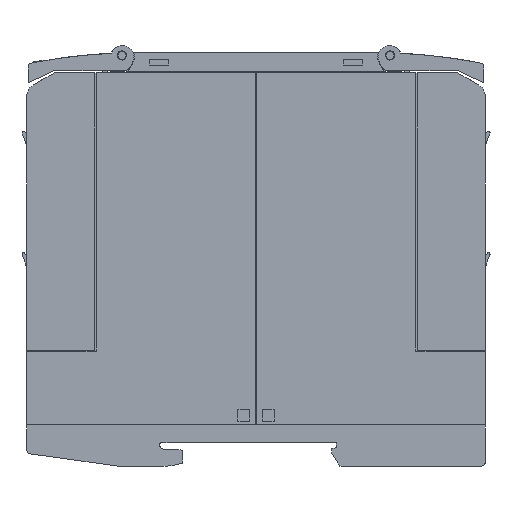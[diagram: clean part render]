
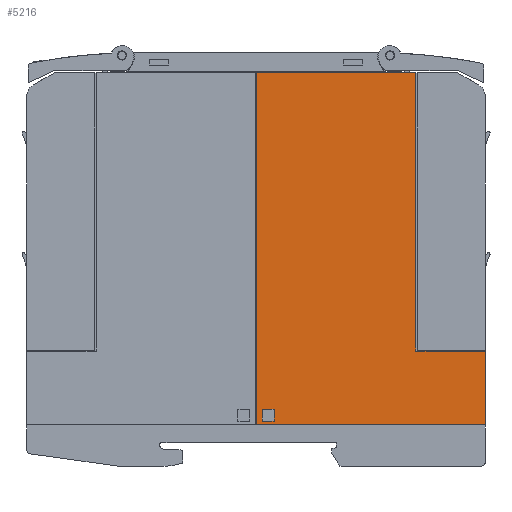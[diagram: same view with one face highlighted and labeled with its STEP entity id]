
A CAD part, left-side view. The second image highlights one B-rep face of the part: STEP entity #5216.
In plain terms, the highlighted planar face has unit normal (-1, 0, 0).
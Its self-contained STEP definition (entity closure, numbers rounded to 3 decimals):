
#5216=ADVANCED_FACE('',(#10608,#10609),#10610,.T.);
#10608=FACE_BOUND('',#16070,.T.);
#10609=FACE_OUTER_BOUND('',#16071,.T.);
#10610=PLANE('',#16072);
#16070=EDGE_LOOP('',(#32788,#32789,#32790,#32791));
#16071=EDGE_LOOP('',(#32792,#32793,#32794,#32795,#32796,#32797));
#16072=AXIS2_PLACEMENT_3D('',#32798,#32799,#32800);
#32788=ORIENTED_EDGE('',*,*,#40022,.T.);
#32789=ORIENTED_EDGE('',*,*,#39998,.T.);
#32790=ORIENTED_EDGE('',*,*,#40006,.T.);
#32791=ORIENTED_EDGE('',*,*,#40019,.T.);
#32792=ORIENTED_EDGE('',*,*,#33999,.T.);
#32793=ORIENTED_EDGE('',*,*,#40024,.T.);
#32794=ORIENTED_EDGE('',*,*,#40032,.T.);
#32795=ORIENTED_EDGE('',*,*,#40012,.F.);
#32796=ORIENTED_EDGE('',*,*,#40033,.T.);
#32797=ORIENTED_EDGE('',*,*,#40028,.T.);
#32798=CARTESIAN_POINT('',(0.0,25.98,9.001));
#32799=DIRECTION('',(-1.0,0.0,0.0));
#32800=DIRECTION('',(0.0,-1.0,0.0));
#33999=EDGE_CURVE('',#41112,#41116,#41118,.T.);
#39998=EDGE_CURVE('',#50039,#50037,#50040,.T.);
#40006=EDGE_CURVE('',#50037,#50048,#50050,.T.);
#40012=EDGE_CURVE('',#50059,#50061,#50062,.T.);
#40019=EDGE_CURVE('',#50048,#50071,#50073,.T.);
#40022=EDGE_CURVE('',#50071,#50039,#50076,.T.);
#40024=EDGE_CURVE('',#41116,#50078,#50079,.T.);
#40028=EDGE_CURVE('',#50084,#41112,#50085,.T.);
#40032=EDGE_CURVE('',#50078,#50061,#50090,.T.);
#40033=EDGE_CURVE('',#50059,#50084,#50091,.T.);
#41112=VERTEX_POINT('',#51755);
#41116=VERTEX_POINT('',#51761);
#41118=LINE('',#51764,#51765);
#50037=VERTEX_POINT('',#65069);
#50039=VERTEX_POINT('',#65072);
#50040=LINE('',#65073,#65074);
#50048=VERTEX_POINT('',#65086);
#50050=LINE('',#65089,#65090);
#50059=VERTEX_POINT('',#65102);
#50061=VERTEX_POINT('',#65105);
#50062=LINE('',#65106,#65107);
#50071=VERTEX_POINT('',#65120);
#50073=LINE('',#65123,#65124);
#50076=LINE('',#65128,#65129);
#50078=VERTEX_POINT('',#65131);
#50079=LINE('',#65132,#65133);
#50084=VERTEX_POINT('',#65140);
#50085=LINE('',#65141,#65142);
#50090=LINE('',#65149,#65150);
#50091=LINE('',#65151,#65152);
#51755=CARTESIAN_POINT('',(0.0,1.03,25.101));
#51761=CARTESIAN_POINT('',(0.0,16.13,25.101));
#51764=CARTESIAN_POINT('',(0.0,17.255,25.101));
#51765=VECTOR('',#66144,1.0);
#65069=CARTESIAN_POINT('',(0.0,47.03,12.401));
#65072=CARTESIAN_POINT('',(0.0,49.63,12.401));
#65073=CARTESIAN_POINT('',(0.0,37.155,12.401));
#65074=VECTOR('',#71639,1.0);
#65086=CARTESIAN_POINT('',(0.0,47.03,9.801));
#65089=CARTESIAN_POINT('',(0.0,47.03,10.051));
#65090=VECTOR('',#71645,1.0);
#65102=CARTESIAN_POINT('',(0.0,50.93,9.001));
#65105=CARTESIAN_POINT('',(0.0,50.93,85.801));
#65106=CARTESIAN_POINT('',(0.0,50.93,9.001));
#65107=VECTOR('',#71650,1.0);
#65120=CARTESIAN_POINT('',(0.0,49.63,9.801));
#65123=CARTESIAN_POINT('',(0.0,37.155,9.801));
#65124=VECTOR('',#71656,1.0);
#65128=CARTESIAN_POINT('',(0.0,49.63,10.051));
#65129=VECTOR('',#71658,1.0);
#65131=CARTESIAN_POINT('',(0.0,16.13,85.801));
#65132=CARTESIAN_POINT('',(0.0,16.13,32.226));
#65133=VECTOR('',#71659,1.0);
#65140=CARTESIAN_POINT('',(0.0,1.03,9.001));
#65141=CARTESIAN_POINT('',(0.0,1.03,9.001));
#65142=VECTOR('',#71662,1.0);
#65149=CARTESIAN_POINT('',(0.0,50.93,85.801));
#65150=VECTOR('',#71665,1.0);
#65151=CARTESIAN_POINT('',(0.0,50.93,9.001));
#65152=VECTOR('',#71666,1.0);
#66144=DIRECTION('',(0.0,1.0,-0.0));
#71639=DIRECTION('',(-0.0,-1.0,-0.0));
#71645=DIRECTION('',(-0.0,-0.0,-1.0));
#71650=DIRECTION('',(0.0,0.0,1.0));
#71656=DIRECTION('',(0.0,1.0,-0.0));
#71658=DIRECTION('',(0.0,0.0,1.0));
#71659=DIRECTION('',(0.0,0.0,1.0));
#71662=DIRECTION('',(0.0,0.0,1.0));
#71665=DIRECTION('',(0.0,1.0,-0.0));
#71666=DIRECTION('',(0.0,-1.0,0.0));
